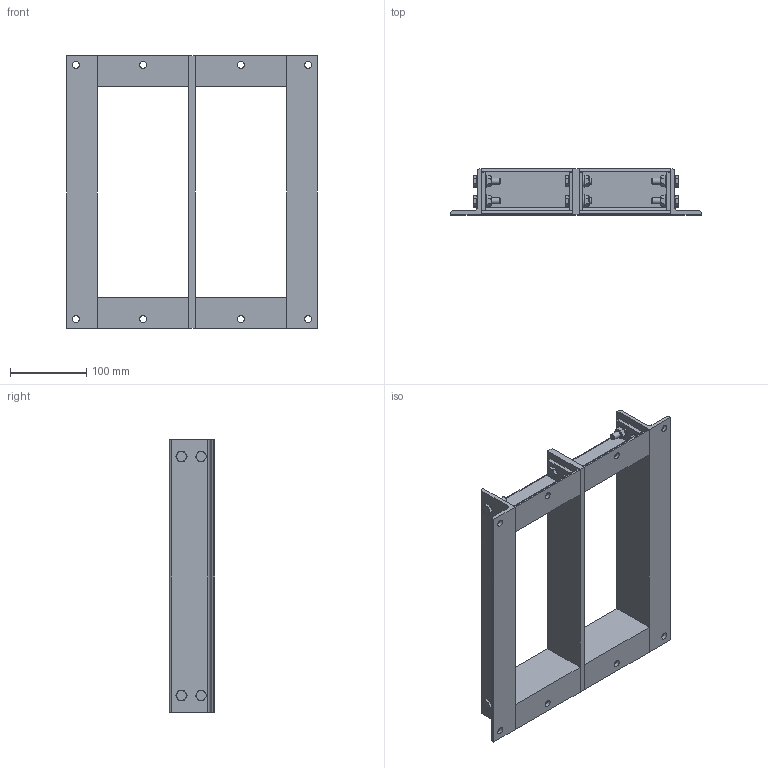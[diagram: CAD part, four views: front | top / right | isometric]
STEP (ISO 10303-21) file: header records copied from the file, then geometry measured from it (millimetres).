
FILE_DESCRIPTION((''),'2;1');
FILE_NAME('B8x2.stp','2014-02-24T10:53:30',(''),(''),'Autodesk Inventor 2013','Autodesk Inventor 2013','');
FILE_SCHEMA(('AUTOMOTIVE_DESIGN { 1 0 10303 214 1 1 1 1 }'));
Length unit declared in the file: millimetre
Products named in the file (11): B COMBINATION; Longside with Fasteners SIZE 8; LONG SIDE SIZE 8; Fasteners for Longside; ISO 4017 M8 x 30; ISO 7089 8 - 140 HV; ISO 4032 M8; SHORT SIDE; Partitionwall with Fasteners SIZE 8; PARTITION WALL SIZE 8; Fasteners for Partitionwall
Assembly tree (23 placements, depth 4):
  B COMBINATION
    Longside with Fasteners SIZE 8  x2
      LONG SIDE SIZE 8
      Fasteners for Longside
        ISO 4017 M8 x 30
        ISO 7089 8 - 140 HV
        ISO 4032 M8
    SHORT SIDE  x4
    Partitionwall with Fasteners SIZE 8
      PARTITION WALL SIZE 8
      Fasteners for Partitionwall  x4
        ISO 4017 M8 x 30
        ISO 7089 8 - 140 HV
        ISO 4032 M8
Bounding box: 329 x 60 x 358 mm (x, y, z)
Volume: 819822.5 mm3; surface area: 337827.4 mm2
Topology: 43 solids, 43 shells, 564 faces, 1270 edges, 816 vertices
Faces by surface type: plane 318, cone 132, cylinder 114
Full cylindrical faces by diameter (mm): 6.647 x12, 8 x12, 8.4 x12, 8.5 x28, 9 x8, 11.63 x12, 16 x12
Entity records: 2818 total; most frequent: CARTESIAN_POINT 475, DIRECTION 454, ORIENTED_EDGE 354, AXIS2_PLACEMENT_3D 182, EDGE_CURVE 177, EDGE_LOOP 146, VERTEX_POINT 131, VECTOR 90
